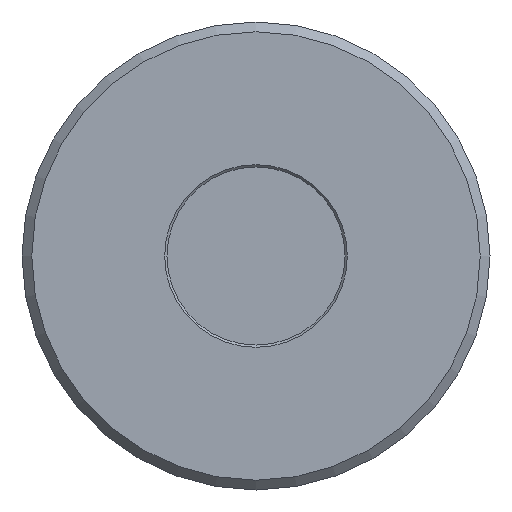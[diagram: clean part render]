
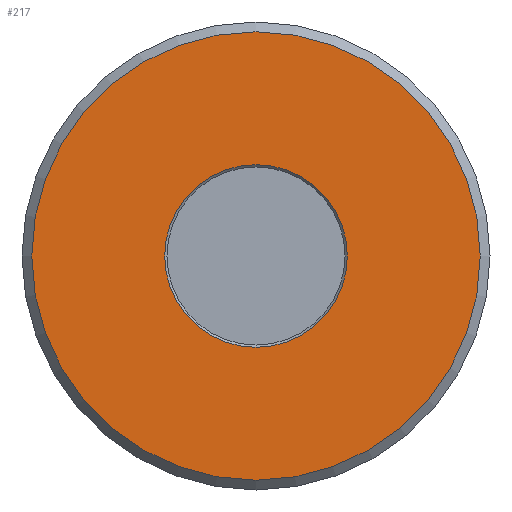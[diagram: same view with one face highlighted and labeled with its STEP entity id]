
A CAD part, front view. The second image highlights one B-rep face of the part: STEP entity #217.
In plain terms, the highlighted planar face has unit normal (0, -1, 0).
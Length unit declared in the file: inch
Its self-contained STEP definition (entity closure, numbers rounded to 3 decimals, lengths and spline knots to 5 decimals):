
#34 = EDGE_LOOP ( 'NONE', ( #511 ) ) ;
#85 = DIRECTION ( 'NONE',  ( 0., 1., 0. ) ) ;
#108 = EDGE_CURVE ( 'NONE', #132, #132, #449, .T. ) ;
#117 = CARTESIAN_POINT ( 'NONE',  ( -0.28051, 0., 0. ) ) ;
#121 = DIRECTION ( 'NONE',  ( 0., -1., 0. ) ) ;
#132 = VERTEX_POINT ( 'NONE', #525 ) ;
#136 = PLANE ( 'NONE',  #512 ) ;
#164 = DIRECTION ( 'NONE',  ( 0., 1., 0. ) ) ;
#217 = ADVANCED_FACE ( 'NONE', ( #421, #408 ), #136, .T. ) ;
#227 = VERTEX_POINT ( 'NONE', #396 ) ;
#236 = AXIS2_PLACEMENT_3D ( 'NONE', #337, #164, #419 ) ;
#244 = AXIS2_PLACEMENT_3D ( 'NONE', #331, #85, #368 ) ;
#269 = DIRECTION ( 'NONE',  ( 0., 0., -1. ) ) ;
#280 = ORIENTED_EDGE ( 'NONE', *, *, #316, .T. ) ;
#316 = EDGE_CURVE ( 'NONE', #227, #227, #350, .T. ) ;
#331 = CARTESIAN_POINT ( 'NONE',  ( 0., 0., 0. ) ) ;
#337 = CARTESIAN_POINT ( 'NONE',  ( 0., 0., 0. ) ) ;
#350 = CIRCLE ( 'NONE', #244, 0.28051 ) ;
#368 = DIRECTION ( 'NONE',  ( 0., 0., 1. ) ) ;
#396 = CARTESIAN_POINT ( 'NONE',  ( 0., 0., 0.28051 ) ) ;
#408 = FACE_OUTER_BOUND ( 'NONE', #34, .T. ) ;
#419 = DIRECTION ( 'NONE',  ( 0., 0., 1. ) ) ;
#421 = FACE_BOUND ( 'NONE', #528, .T. ) ;
#449 = CIRCLE ( 'NONE', #236, 0.68875 ) ;
#511 = ORIENTED_EDGE ( 'NONE', *, *, #108, .F. ) ;
#512 = AXIS2_PLACEMENT_3D ( 'NONE', #117, #121, #269 ) ;
#525 = CARTESIAN_POINT ( 'NONE',  ( 0., 0., 0.68875 ) ) ;
#528 = EDGE_LOOP ( 'NONE', ( #280 ) ) ;
